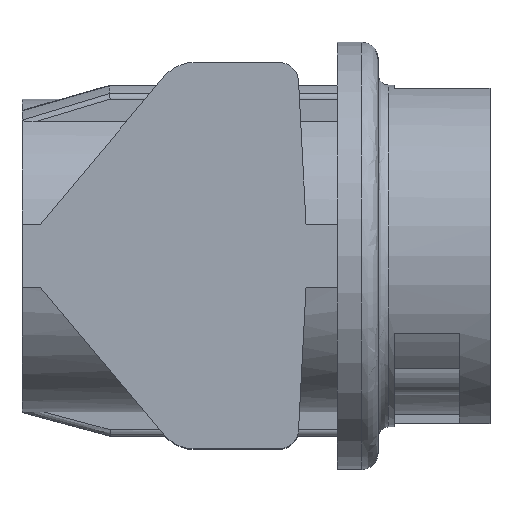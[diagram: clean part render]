
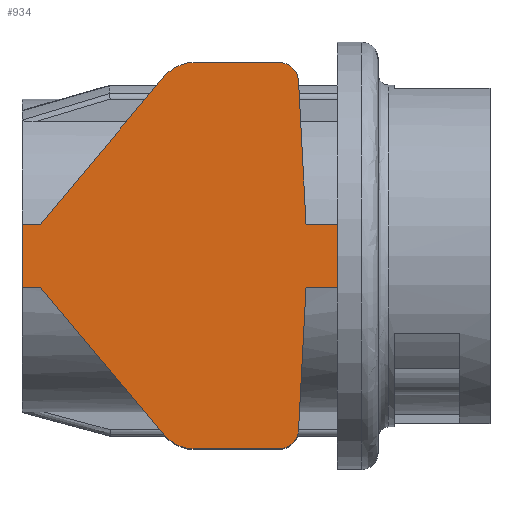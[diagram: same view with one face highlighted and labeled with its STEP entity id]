
A CAD part, top view. The second image highlights one B-rep face of the part: STEP entity #934.
In plain terms, the highlighted planar face has unit normal (0, 0, 1).
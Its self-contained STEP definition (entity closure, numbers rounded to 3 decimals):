
#435=CIRCLE('',#7608,2.);
#437=CIRCLE('',#7612,2.);
#438=CIRCLE('',#7615,1.);
#439=CIRCLE('',#7618,1.);
#934=ADVANCED_FACE('',(#1527),#1244,.T.);
#1244=PLANE('',#7676);
#1527=FACE_OUTER_BOUND('',#1877,.T.);
#1877=EDGE_LOOP('',(#3017,#3018,#3019,#3020,#3021,#3022,#3023,#3024,#3025,
#3026,#3027,#3028,#3029,#3030,#3031,#3032));
#3017=ORIENTED_EDGE('',*,*,#5416,.T.);
#3018=ORIENTED_EDGE('',*,*,#5435,.T.);
#3019=ORIENTED_EDGE('',*,*,#5507,.T.);
#3020=ORIENTED_EDGE('',*,*,#5508,.F.);
#3021=ORIENTED_EDGE('',*,*,#5503,.T.);
#3022=ORIENTED_EDGE('',*,*,#5414,.T.);
#3023=ORIENTED_EDGE('',*,*,#5412,.T.);
#3024=ORIENTED_EDGE('',*,*,#5411,.T.);
#3025=ORIENTED_EDGE('',*,*,#5408,.T.);
#3026=ORIENTED_EDGE('',*,*,#5407,.T.);
#3027=ORIENTED_EDGE('',*,*,#5506,.T.);
#3028=ORIENTED_EDGE('',*,*,#5509,.F.);
#3029=ORIENTED_EDGE('',*,*,#5510,.T.);
#3030=ORIENTED_EDGE('',*,*,#5436,.T.);
#3031=ORIENTED_EDGE('',*,*,#5402,.T.);
#3032=ORIENTED_EDGE('',*,*,#5399,.T.);
#4561=VERTEX_POINT('',#11003);
#4562=VERTEX_POINT('',#11005);
#4564=VERTEX_POINT('',#11011);
#4566=VERTEX_POINT('',#11017);
#4567=VERTEX_POINT('',#11019);
#4568=VERTEX_POINT('',#11023);
#4569=VERTEX_POINT('',#11027);
#4570=VERTEX_POINT('',#11031);
#4571=VERTEX_POINT('',#11035);
#4572=VERTEX_POINT('',#11039);
#4586=VERTEX_POINT('',#11169);
#4587=VERTEX_POINT('',#11173);
#4626=VERTEX_POINT('',#11315);
#4627=VERTEX_POINT('',#11318);
#4628=VERTEX_POINT('',#11322);
#4629=VERTEX_POINT('',#11325);
#5399=EDGE_CURVE('',#4562,#4561,#6327,.T.);
#5402=EDGE_CURVE('',#4564,#4562,#435,.T.);
#5407=EDGE_CURVE('',#4566,#4567,#6333,.T.);
#5408=EDGE_CURVE('',#4568,#4566,#437,.T.);
#5411=EDGE_CURVE('',#4569,#4568,#6336,.T.);
#5412=EDGE_CURVE('',#4570,#4569,#438,.T.);
#5414=EDGE_CURVE('',#4571,#4570,#6338,.T.);
#5416=EDGE_CURVE('',#4561,#4572,#439,.T.);
#5435=EDGE_CURVE('',#4572,#4586,#6347,.T.);
#5436=EDGE_CURVE('',#4587,#4564,#6348,.T.);
#5503=EDGE_CURVE('',#4626,#4571,#6390,.T.);
#5506=EDGE_CURVE('',#4567,#4627,#6393,.T.);
#5507=EDGE_CURVE('',#4586,#4628,#6394,.T.);
#5508=EDGE_CURVE('',#4626,#4628,#6395,.T.);
#5509=EDGE_CURVE('',#4629,#4627,#6396,.T.);
#5510=EDGE_CURVE('',#4629,#4587,#6397,.T.);
#6327=LINE('',#11004,#6958);
#6333=LINE('',#11020,#6964);
#6336=LINE('',#11028,#6967);
#6338=LINE('',#11034,#6969);
#6347=LINE('',#11170,#6978);
#6348=LINE('',#11172,#6979);
#6390=LINE('',#11314,#7021);
#6393=LINE('',#11319,#7024);
#6394=LINE('',#11321,#7025);
#6395=LINE('',#11323,#7026);
#6396=LINE('',#11324,#7027);
#6397=LINE('',#11326,#7028);
#6958=VECTOR('',#8667,1.);
#6964=VECTOR('',#8681,1.);
#6967=VECTOR('',#8690,1.);
#6969=VECTOR('',#8698,1.);
#6978=VECTOR('',#8725,1.);
#6979=VECTOR('',#8728,1.);
#7021=VECTOR('',#8866,1.);
#7024=VECTOR('',#8869,1.);
#7025=VECTOR('',#8872,1.);
#7026=VECTOR('',#8873,1.);
#7027=VECTOR('',#8874,1.);
#7028=VECTOR('',#8875,1.);
#7608=AXIS2_PLACEMENT_3D('',#11010,#8672,#8673);
#7612=AXIS2_PLACEMENT_3D('',#11022,#8684,#8685);
#7615=AXIS2_PLACEMENT_3D('',#11030,#8693,#8694);
#7618=AXIS2_PLACEMENT_3D('',#11038,#8702,#8703);
#7676=AXIS2_PLACEMENT_3D('',#11327,#8876,#8877);
#8667=DIRECTION('',(1.,0.,0.));
#8672=DIRECTION('',(0.,0.,1.));
#8673=DIRECTION('',(-0.766,-0.643,0.));
#8681=DIRECTION('',(-0.643,-0.766,0.));
#8684=DIRECTION('',(0.,0.,1.));
#8685=DIRECTION('',(0.,1.,0.));
#8690=DIRECTION('',(-1.,0.,0.));
#8693=DIRECTION('',(0.,0.,1.));
#8694=DIRECTION('',(0.999,0.052,0.));
#8698=DIRECTION('',(-0.052,0.999,0.));
#8702=DIRECTION('',(0.,0.,1.));
#8703=DIRECTION('',(0.,-1.,0.));
#8725=DIRECTION('',(0.052,0.999,0.));
#8728=DIRECTION('',(0.643,-0.766,0.));
#8866=DIRECTION('',(-1.,0.,0.));
#8869=DIRECTION('',(-1.,0.,0.));
#8872=DIRECTION('',(1.,0.,0.));
#8873=DIRECTION('',(0.,-1.,0.));
#8874=DIRECTION('',(0.,1.,0.));
#8875=DIRECTION('',(1.,0.,0.));
#8876=DIRECTION('',(0.,0.,1.));
#8877=DIRECTION('',(1.,0.,0.));
#11003=CARTESIAN_POINT('',(1.092,-9.5,8.85));
#11004=CARTESIAN_POINT('',(-2.997,-9.5,8.85));
#11005=CARTESIAN_POINT('',(-2.997,-9.5,8.85));
#11010=CARTESIAN_POINT('',(-2.997,-7.5,8.85));
#11011=CARTESIAN_POINT('',(-4.529,-8.786,8.85));
#11017=CARTESIAN_POINT('',(-4.529,8.786,8.85));
#11019=CARTESIAN_POINT('',(-10.6,1.55,8.85));
#11020=CARTESIAN_POINT('',(-4.529,8.786,8.85));
#11022=CARTESIAN_POINT('',(-2.997,7.5,8.85));
#11023=CARTESIAN_POINT('',(-2.997,9.5,8.85));
#11027=CARTESIAN_POINT('',(1.092,9.5,8.85));
#11028=CARTESIAN_POINT('',(1.092,9.5,8.85));
#11030=CARTESIAN_POINT('',(1.092,8.5,8.85));
#11031=CARTESIAN_POINT('',(2.091,8.552,8.85));
#11034=CARTESIAN_POINT('',(2.458,1.55,8.85));
#11035=CARTESIAN_POINT('',(2.458,1.55,8.85));
#11038=CARTESIAN_POINT('',(1.092,-8.5,8.85));
#11039=CARTESIAN_POINT('',(2.091,-8.552,8.85));
#11169=CARTESIAN_POINT('',(2.458,-1.55,8.85));
#11170=CARTESIAN_POINT('',(2.091,-8.552,8.85));
#11172=CARTESIAN_POINT('',(-10.6,-1.55,8.85));
#11173=CARTESIAN_POINT('',(-10.6,-1.55,8.85));
#11314=CARTESIAN_POINT('',(4.,1.55,8.85));
#11315=CARTESIAN_POINT('',(4.,1.55,8.85));
#11318=CARTESIAN_POINT('',(-11.5,1.55,8.85));
#11319=CARTESIAN_POINT('',(-10.6,1.55,8.85));
#11321=CARTESIAN_POINT('',(2.458,-1.55,8.85));
#11322=CARTESIAN_POINT('',(4.,-1.55,8.85));
#11323=CARTESIAN_POINT('',(4.,1.55,8.85));
#11324=CARTESIAN_POINT('',(-11.5,-1.55,8.85));
#11325=CARTESIAN_POINT('',(-11.5,-1.55,8.85));
#11326=CARTESIAN_POINT('',(-11.5,-1.55,8.85));
#11327=CARTESIAN_POINT('',(-11.6,-10.55,8.85));
